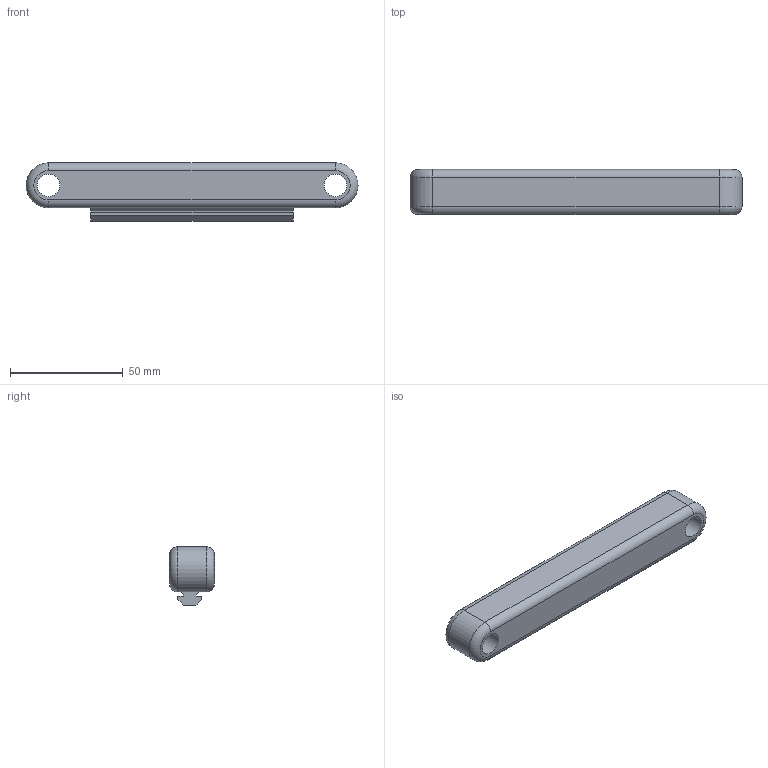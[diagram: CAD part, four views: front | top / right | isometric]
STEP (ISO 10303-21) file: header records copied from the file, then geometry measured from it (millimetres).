
FILE_DESCRIPTION(/* description */ (''),/* implementation_level */ '2;1');
FILE_NAME(/* name */ 'SAL_Ground.step',/* time_stamp */ '2025-05-21T10:16:16-04:00',/* author */ (''),/* organization */ (''),/* preprocessor_version */ 'ST-DEVELOPER v20.1',/* originating_system */ 'Autodesk Translation Framework v14.10.0.0',/* authorisation */ '');
FILE_SCHEMA (('AUTOMOTIVE_DESIGN { 1 0 10303 214 3 1 1 }'));
Length unit declared in the file: millimetre
Products named in the file (1): Coupler
Bounding box: 147.5 x 20 x 25.9 mm (x, y, z)
Volume: 56850.8 mm3; surface area: 13657.8 mm2
Topology: 1 solids, 1 shells, 29 faces, 70 edges, 44 vertices
Faces by surface type: plane 17, cylinder 8, torus 4
Full cylindrical faces by diameter (mm): 10 x2
Entity records: 888 total; most frequent: DIRECTION 150, CARTESIAN_POINT 144, ORIENTED_EDGE 140, EDGE_CURVE 70, LINE 50, VECTOR 50, AXIS2_PLACEMENT_3D 50, VERTEX_POINT 44
